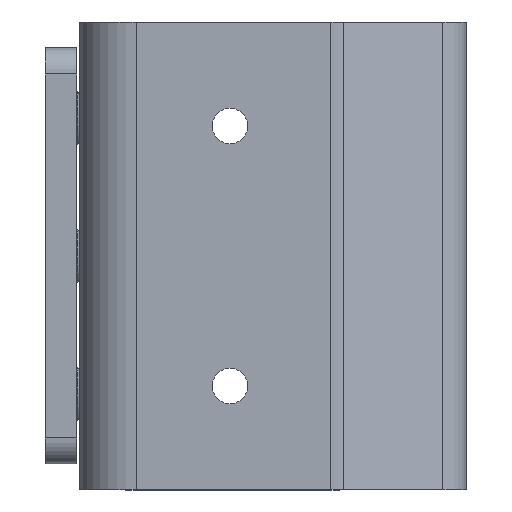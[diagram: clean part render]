
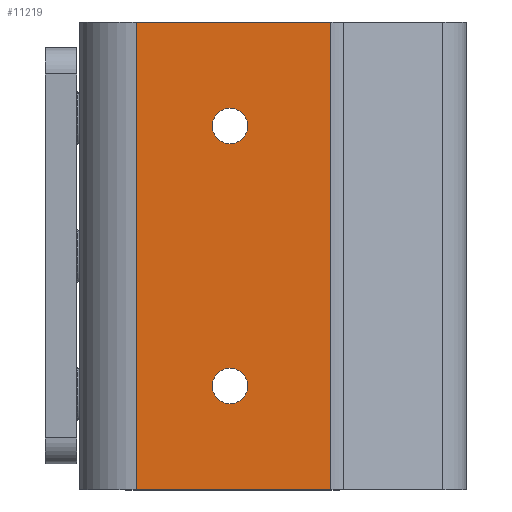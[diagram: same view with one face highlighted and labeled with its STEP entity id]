
A CAD part, left-side view. The second image highlights one B-rep face of the part: STEP entity #11219.
In plain terms, the highlighted face is planar.
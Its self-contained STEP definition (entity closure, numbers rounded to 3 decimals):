
#321 = CARTESIAN_POINT ( 'NONE',  ( 40., 0., 90. ) ) ;
#577 = CARTESIAN_POINT ( 'NONE',  ( 40., -23., 20. ) ) ;
#802 = VERTEX_POINT ( 'NONE', #8828 ) ;
#1068 = AXIS2_PLACEMENT_3D ( 'NONE', #5132, #11496, #6073 ) ;
#1102 = VERTEX_POINT ( 'NONE', #4273 ) ;
#1178 = CARTESIAN_POINT ( 'NONE',  ( 40., -23., 66.6 ) ) ;
#1502 = DIRECTION ( 'NONE',  ( 0., 0., -1. ) ) ;
#1598 = CIRCLE ( 'NONE', #4228, 3.4 ) ;
#1851 = DIRECTION ( 'NONE',  ( 1., 0., 0. ) ) ;
#1995 = ORIENTED_EDGE ( 'NONE', *, *, #3562, .T. ) ;
#2145 = DIRECTION ( 'NONE',  ( -1., 0., 0. ) ) ;
#2243 = VERTEX_POINT ( 'NONE', #6678 ) ;
#2295 = VECTOR ( 'NONE', #4440, 1000. ) ;
#2321 = VERTEX_POINT ( 'NONE', #2437 ) ;
#2437 = CARTESIAN_POINT ( 'NONE',  ( 40., -5., 90. ) ) ;
#3042 = EDGE_CURVE ( 'NONE', #1102, #802, #7292, .T. ) ;
#3117 = CARTESIAN_POINT ( 'NONE',  ( 40., -23., 70. ) ) ;
#3178 = ORIENTED_EDGE ( 'NONE', *, *, #9209, .F. ) ;
#3314 = FACE_OUTER_BOUND ( 'NONE', #8862, .T. ) ;
#3562 = EDGE_CURVE ( 'NONE', #10134, #2243, #9840, .T. ) ;
#3587 = CARTESIAN_POINT ( 'NONE',  ( 40., -23., 73.4 ) ) ;
#3592 = FACE_BOUND ( 'NONE', #6287, .T. ) ;
#3650 = EDGE_CURVE ( 'NONE', #10648, #2321, #11104, .T. ) ;
#4043 = DIRECTION ( 'NONE',  ( 0., 0., -1. ) ) ;
#4228 = AXIS2_PLACEMENT_3D ( 'NONE', #3117, #9478, #4043 ) ;
#4273 = CARTESIAN_POINT ( 'NONE',  ( 40., -23., 23.4 ) ) ;
#4367 = DIRECTION ( 'NONE',  ( 0., 0., -1. ) ) ;
#4440 = DIRECTION ( 'NONE',  ( 0., 1., 0. ) ) ;
#4589 = LINE ( 'NONE', #11577, #11549 ) ;
#4607 = CARTESIAN_POINT ( 'NONE',  ( 40., -5., 90. ) ) ;
#5132 = CARTESIAN_POINT ( 'NONE',  ( 40., -23., 70. ) ) ;
#5399 = DIRECTION ( 'NONE',  ( 0., 0., -1. ) ) ;
#6020 = FACE_BOUND ( 'NONE', #8638, .T. ) ;
#6034 = CARTESIAN_POINT ( 'NONE',  ( 40., -42.404, 0. ) ) ;
#6073 = DIRECTION ( 'NONE',  ( 0., 0., -1. ) ) ;
#6287 = EDGE_LOOP ( 'NONE', ( #9988, #11450 ) ) ;
#6355 = DIRECTION ( 'NONE',  ( 0., 1., 0. ) ) ;
#6501 = ORIENTED_EDGE ( 'NONE', *, *, #10137, .F. ) ;
#6678 = CARTESIAN_POINT ( 'NONE',  ( 40., -5., 0. ) ) ;
#6933 = DIRECTION ( 'NONE',  ( 1., 0., 0. ) ) ;
#7083 = ORIENTED_EDGE ( 'NONE', *, *, #7276, .F. ) ;
#7276 = EDGE_CURVE ( 'NONE', #9087, #10300, #1598, .T. ) ;
#7281 = CARTESIAN_POINT ( 'NONE',  ( 40., -23., 20. ) ) ;
#7292 = CIRCLE ( 'NONE', #11388, 3.4 ) ;
#7705 = CIRCLE ( 'NONE', #1068, 3.4 ) ;
#8193 = DIRECTION ( 'NONE',  ( 0., 0., -1. ) ) ;
#8301 = VECTOR ( 'NONE', #5399, 1000. ) ;
#8471 = PLANE ( 'NONE',  #8691 ) ;
#8509 = DIRECTION ( 'NONE',  ( 0., 0., 1. ) ) ;
#8638 = EDGE_LOOP ( 'NONE', ( #7083, #6501 ) ) ;
#8691 = AXIS2_PLACEMENT_3D ( 'NONE', #321, #2145, #8509 ) ;
#8702 = VECTOR ( 'NONE', #6355, 1000. ) ;
#8828 = CARTESIAN_POINT ( 'NONE',  ( 40., -23., 16.6 ) ) ;
#8862 = EDGE_LOOP ( 'NONE', ( #1995, #3178, #9589, #10199 ) ) ;
#8941 = AXIS2_PLACEMENT_3D ( 'NONE', #7281, #1851, #8193 ) ;
#9087 = VERTEX_POINT ( 'NONE', #1178 ) ;
#9209 = EDGE_CURVE ( 'NONE', #2321, #2243, #11008, .T. ) ;
#9478 = DIRECTION ( 'NONE',  ( 1., 0., 0. ) ) ;
#9589 = ORIENTED_EDGE ( 'NONE', *, *, #3650, .F. ) ;
#9840 = LINE ( 'NONE', #9886, #2295 ) ;
#9886 = CARTESIAN_POINT ( 'NONE',  ( 40., 0., 0. ) ) ;
#9988 = ORIENTED_EDGE ( 'NONE', *, *, #11010, .F. ) ;
#10129 = CIRCLE ( 'NONE', #8941, 3.4 ) ;
#10134 = VERTEX_POINT ( 'NONE', #6034 ) ;
#10137 = EDGE_CURVE ( 'NONE', #10300, #9087, #7705, .T. ) ;
#10199 = ORIENTED_EDGE ( 'NONE', *, *, #10834, .T. ) ;
#10300 = VERTEX_POINT ( 'NONE', #3587 ) ;
#10648 = VERTEX_POINT ( 'NONE', #11348 ) ;
#10834 = EDGE_CURVE ( 'NONE', #10648, #10134, #4589, .T. ) ;
#11008 = LINE ( 'NONE', #4607, #8301 ) ;
#11010 = EDGE_CURVE ( 'NONE', #802, #1102, #10129, .T. ) ;
#11104 = LINE ( 'NONE', #11772, #8702 ) ;
#11219 = ADVANCED_FACE ( 'NONE', ( #3592, #6020, #3314 ), #8471, .F. ) ;
#11348 = CARTESIAN_POINT ( 'NONE',  ( 40., -42.404, 90. ) ) ;
#11388 = AXIS2_PLACEMENT_3D ( 'NONE', #577, #6933, #1502 ) ;
#11450 = ORIENTED_EDGE ( 'NONE', *, *, #3042, .F. ) ;
#11496 = DIRECTION ( 'NONE',  ( 1., 0., 0. ) ) ;
#11549 = VECTOR ( 'NONE', #4367, 1000. ) ;
#11577 = CARTESIAN_POINT ( 'NONE',  ( 40., -42.404, 90. ) ) ;
#11772 = CARTESIAN_POINT ( 'NONE',  ( 40., 0., 90. ) ) ;
